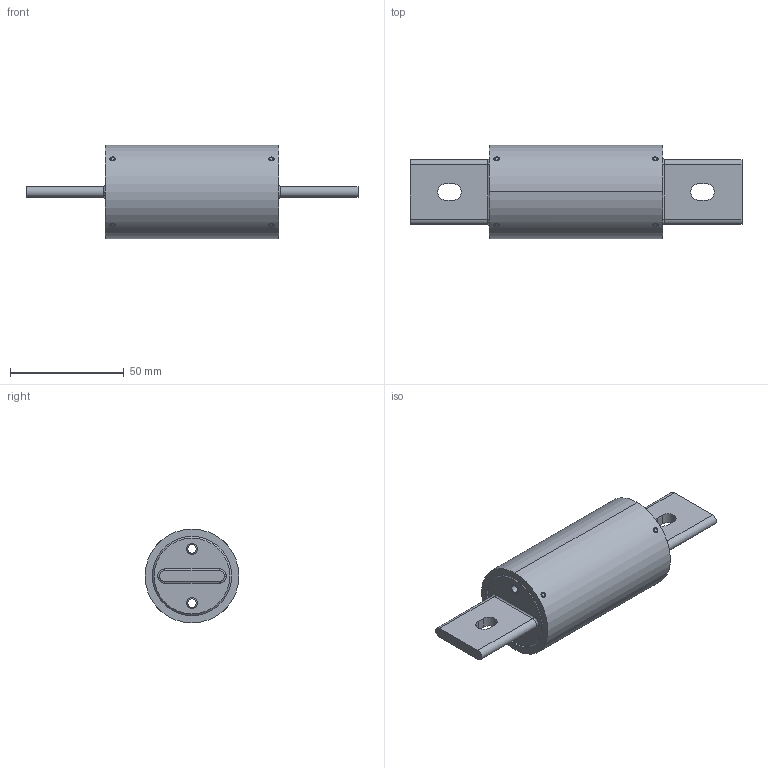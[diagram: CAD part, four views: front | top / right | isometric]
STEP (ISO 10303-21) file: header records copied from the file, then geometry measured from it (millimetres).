
FILE_DESCRIPTION (( 'STEP AP214' ), '1' );
FILE_NAME ('700887revA.STEP', '2014-07-10T18:23:15', ( '' ), ( '' ), 'SwSTEP 2.0', 'SolidWorks 2013', '' );
FILE_SCHEMA (( 'AUTOMOTIVE_DESIGN' ));
Length unit declared in the file: inch
Products named in the file (1): 700887revA
Bounding box: 146.05 x 41.27 x 41.27 mm (x, y, z)
Surface area: 26027 mm2 (no closed solid volume)
Topology: 0 solids, 39 shells, 133 faces, 679 edges, 586 vertices
Faces by surface type: cylinder 50, plane 48, cone 29, bspline 6
Entity records: 9514 total; most frequent: CARTESIAN_POINT 2571, DIRECTION 963, ORIENTED_EDGE 929, EDGE_CURVE 679, VERTEX_POINT 586, LINE 463, VECTOR 463, AXIS2_PLACEMENT_3D 250
